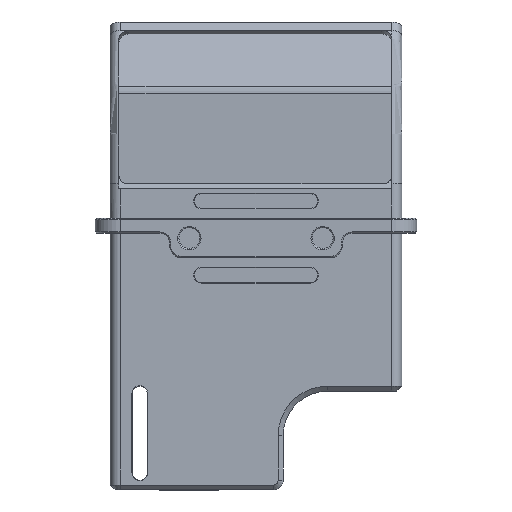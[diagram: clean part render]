
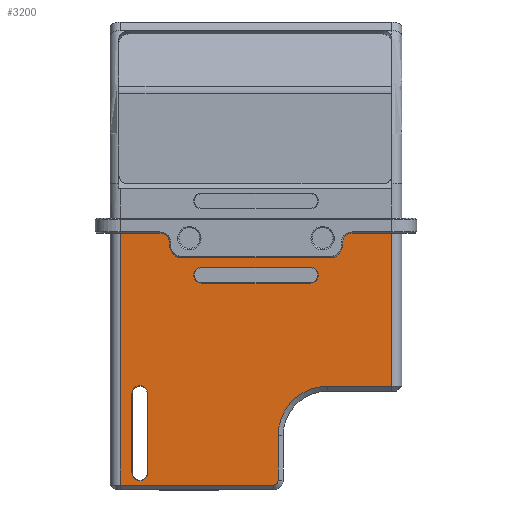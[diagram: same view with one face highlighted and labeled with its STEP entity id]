
A CAD part, front view. The second image highlights one B-rep face of the part: STEP entity #3200.
In plain terms, the highlighted planar face has unit normal (0, -1, 0).
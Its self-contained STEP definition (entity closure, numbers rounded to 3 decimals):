
#33=FACE_BOUND('',#389,.T.);
#34=FACE_BOUND('',#390,.T.);
#83=PLANE('',#3422);
#203=FACE_OUTER_BOUND('',#388,.T.);
#388=EDGE_LOOP('',(#2255,#2256,#2257,#2258,#2259,#2260,#2261,#2262,#2263,
#2264,#2265,#2266,#2267,#2268,#2269,#2270));
#389=EDGE_LOOP('',(#2271,#2272,#2273,#2274));
#390=EDGE_LOOP('',(#2275,#2276,#2277,#2278));
#596=LINE('',#4800,#926);
#601=LINE('',#4814,#931);
#607=LINE('',#4832,#937);
#608=LINE('',#4836,#938);
#609=LINE('',#4840,#939);
#610=LINE('',#4842,#940);
#611=LINE('',#4844,#941);
#612=LINE('',#4848,#942);
#613=LINE('',#4852,#943);
#614=LINE('',#4856,#944);
#615=LINE('',#4860,#945);
#616=LINE('',#4861,#946);
#617=LINE('',#4864,#947);
#618=LINE('',#4868,#948);
#926=VECTOR('',#3823,10.);
#931=VECTOR('',#3836,10.);
#937=VECTOR('',#3856,10.);
#938=VECTOR('',#3859,10.);
#939=VECTOR('',#3862,10.);
#940=VECTOR('',#3863,10.);
#941=VECTOR('',#3864,10.);
#942=VECTOR('',#3867,10.);
#943=VECTOR('',#3870,10.);
#944=VECTOR('',#3873,10.);
#945=VECTOR('',#3876,10.);
#946=VECTOR('',#3877,10.);
#947=VECTOR('',#3878,10.);
#948=VECTOR('',#3881,10.);
#1255=CIRCLE('',#3413,1.6);
#1257=CIRCLE('',#3417,1.6);
#1260=CIRCLE('',#3423,1.);
#1261=CIRCLE('',#3424,10.);
#1262=CIRCLE('',#3425,2.);
#1263=CIRCLE('',#3426,2.5);
#1264=CIRCLE('',#3427,2.5);
#1265=CIRCLE('',#3428,2.);
#1266=CIRCLE('',#3429,1.6);
#1267=CIRCLE('',#3430,1.6);
#1403=VERTEX_POINT('',#4797);
#1404=VERTEX_POINT('',#4799);
#1407=VERTEX_POINT('',#4806);
#1409=VERTEX_POINT('',#4812);
#1413=VERTEX_POINT('',#4830);
#1414=VERTEX_POINT('',#4831);
#1415=VERTEX_POINT('',#4833);
#1416=VERTEX_POINT('',#4835);
#1417=VERTEX_POINT('',#4837);
#1418=VERTEX_POINT('',#4839);
#1419=VERTEX_POINT('',#4841);
#1420=VERTEX_POINT('',#4843);
#1421=VERTEX_POINT('',#4845);
#1422=VERTEX_POINT('',#4847);
#1423=VERTEX_POINT('',#4849);
#1424=VERTEX_POINT('',#4851);
#1425=VERTEX_POINT('',#4853);
#1426=VERTEX_POINT('',#4855);
#1427=VERTEX_POINT('',#4857);
#1428=VERTEX_POINT('',#4859);
#1429=VERTEX_POINT('',#4862);
#1430=VERTEX_POINT('',#4863);
#1431=VERTEX_POINT('',#4865);
#1432=VERTEX_POINT('',#4867);
#1729=EDGE_CURVE('',#1403,#1404,#596,.T.);
#1733=EDGE_CURVE('',#1407,#1403,#1255,.T.);
#1736=EDGE_CURVE('',#1409,#1407,#601,.T.);
#1738=EDGE_CURVE('',#1404,#1409,#1257,.T.);
#1745=EDGE_CURVE('',#1413,#1414,#607,.T.);
#1746=EDGE_CURVE('',#1415,#1413,#1260,.T.);
#1747=EDGE_CURVE('',#1416,#1415,#608,.T.);
#1748=EDGE_CURVE('',#1417,#1416,#1261,.T.);
#1749=EDGE_CURVE('',#1418,#1417,#609,.T.);
#1750=EDGE_CURVE('',#1419,#1418,#610,.T.);
#1751=EDGE_CURVE('',#1419,#1420,#611,.T.);
#1752=EDGE_CURVE('',#1420,#1421,#1262,.T.);
#1753=EDGE_CURVE('',#1421,#1422,#612,.T.);
#1754=EDGE_CURVE('',#1422,#1423,#1263,.T.);
#1755=EDGE_CURVE('',#1423,#1424,#613,.T.);
#1756=EDGE_CURVE('',#1424,#1425,#1264,.T.);
#1757=EDGE_CURVE('',#1425,#1426,#614,.T.);
#1758=EDGE_CURVE('',#1426,#1427,#1265,.T.);
#1759=EDGE_CURVE('',#1427,#1428,#615,.T.);
#1760=EDGE_CURVE('',#1414,#1428,#616,.T.);
#1761=EDGE_CURVE('',#1429,#1430,#617,.T.);
#1762=EDGE_CURVE('',#1431,#1429,#1266,.T.);
#1763=EDGE_CURVE('',#1432,#1431,#618,.T.);
#1764=EDGE_CURVE('',#1430,#1432,#1267,.T.);
#2255=ORIENTED_EDGE('',*,*,#1745,.F.);
#2256=ORIENTED_EDGE('',*,*,#1746,.F.);
#2257=ORIENTED_EDGE('',*,*,#1747,.F.);
#2258=ORIENTED_EDGE('',*,*,#1748,.F.);
#2259=ORIENTED_EDGE('',*,*,#1749,.F.);
#2260=ORIENTED_EDGE('',*,*,#1750,.F.);
#2261=ORIENTED_EDGE('',*,*,#1751,.T.);
#2262=ORIENTED_EDGE('',*,*,#1752,.T.);
#2263=ORIENTED_EDGE('',*,*,#1753,.T.);
#2264=ORIENTED_EDGE('',*,*,#1754,.T.);
#2265=ORIENTED_EDGE('',*,*,#1755,.T.);
#2266=ORIENTED_EDGE('',*,*,#1756,.T.);
#2267=ORIENTED_EDGE('',*,*,#1757,.T.);
#2268=ORIENTED_EDGE('',*,*,#1758,.T.);
#2269=ORIENTED_EDGE('',*,*,#1759,.T.);
#2270=ORIENTED_EDGE('',*,*,#1760,.F.);
#2271=ORIENTED_EDGE('',*,*,#1761,.F.);
#2272=ORIENTED_EDGE('',*,*,#1762,.F.);
#2273=ORIENTED_EDGE('',*,*,#1763,.F.);
#2274=ORIENTED_EDGE('',*,*,#1764,.F.);
#2275=ORIENTED_EDGE('',*,*,#1729,.F.);
#2276=ORIENTED_EDGE('',*,*,#1733,.F.);
#2277=ORIENTED_EDGE('',*,*,#1736,.F.);
#2278=ORIENTED_EDGE('',*,*,#1738,.F.);
#3200=ADVANCED_FACE('',(#203,#33,#34),#83,.F.);
#3413=AXIS2_PLACEMENT_3D('',#4808,#3829,#3830);
#3417=AXIS2_PLACEMENT_3D('',#4817,#3840,#3841);
#3422=AXIS2_PLACEMENT_3D('',#4829,#3854,#3855);
#3423=AXIS2_PLACEMENT_3D('',#4834,#3857,#3858);
#3424=AXIS2_PLACEMENT_3D('',#4838,#3860,#3861);
#3425=AXIS2_PLACEMENT_3D('',#4846,#3865,#3866);
#3426=AXIS2_PLACEMENT_3D('',#4850,#3868,#3869);
#3427=AXIS2_PLACEMENT_3D('',#4854,#3871,#3872);
#3428=AXIS2_PLACEMENT_3D('',#4858,#3874,#3875);
#3429=AXIS2_PLACEMENT_3D('',#4866,#3879,#3880);
#3430=AXIS2_PLACEMENT_3D('',#4869,#3882,#3883);
#3823=DIRECTION('',(0.,0.,1.));
#3829=DIRECTION('center_axis',(0.,-1.,0.));
#3830=DIRECTION('ref_axis',(1.,0.,0.));
#3836=DIRECTION('',(0.,0.,-1.));
#3840=DIRECTION('center_axis',(0.,-1.,0.));
#3841=DIRECTION('ref_axis',(-1.,0.,0.));
#3854=DIRECTION('center_axis',(0.,1.,0.));
#3855=DIRECTION('ref_axis',(1.,0.,0.));
#3856=DIRECTION('',(-1.,0.,0.));
#3857=DIRECTION('center_axis',(0.,1.,0.));
#3858=DIRECTION('ref_axis',(0.707,0.,-0.707));
#3859=DIRECTION('',(0.,0.,-1.));
#3860=DIRECTION('center_axis',(0.,-1.,0.));
#3861=DIRECTION('ref_axis',(-1.,0.,0.));
#3862=DIRECTION('',(-1.,0.,0.));
#3863=DIRECTION('',(0.,0.,-1.));
#3864=DIRECTION('',(-1.,0.,0.));
#3865=DIRECTION('center_axis',(0.,-1.,0.));
#3866=DIRECTION('ref_axis',(-0.707,0.,0.707));
#3867=DIRECTION('',(0.,0.,-1.));
#3868=DIRECTION('center_axis',(0.,1.,0.));
#3869=DIRECTION('ref_axis',(0.,0.,-1.));
#3870=DIRECTION('',(-1.,0.,0.));
#3871=DIRECTION('center_axis',(0.,1.,0.));
#3872=DIRECTION('ref_axis',(-1.,0.,0.));
#3873=DIRECTION('',(0.,0.,1.));
#3874=DIRECTION('center_axis',(0.,-1.,0.));
#3875=DIRECTION('ref_axis',(0.707,0.,0.707));
#3876=DIRECTION('',(-1.,0.,0.));
#3877=DIRECTION('',(0.,0.,1.));
#3878=DIRECTION('',(1.,0.,0.));
#3879=DIRECTION('center_axis',(0.,-1.,0.));
#3880=DIRECTION('ref_axis',(0.,0.,1.));
#3881=DIRECTION('',(-1.,0.,0.));
#3882=DIRECTION('center_axis',(0.,-1.,0.));
#3883=DIRECTION('ref_axis',(0.,0.,-1.));
#4797=CARTESIAN_POINT('',(-49.4,-2.,-58.5));
#4799=CARTESIAN_POINT('',(-49.4,-2.,-42.5));
#4800=CARTESIAN_POINT('',(-49.4,-2.,-44.75));
#4806=CARTESIAN_POINT('',(-52.6,-2.,-58.5));
#4808=CARTESIAN_POINT('Origin',(-51.,-2.,-58.5));
#4812=CARTESIAN_POINT('',(-52.6,-2.,-42.5));
#4814=CARTESIAN_POINT('',(-52.6,-2.,-36.75));
#4817=CARTESIAN_POINT('Origin',(-51.,-2.,-42.5));
#4829=CARTESIAN_POINT('Origin',(-27.5,-2.,-31.));
#4830=CARTESIAN_POINT('',(-24.,-2.,-61.));
#4831=CARTESIAN_POINT('',(-55.,-2.,-61.));
#4832=CARTESIAN_POINT('',(-24.75,-2.,-61.));
#4833=CARTESIAN_POINT('',(-23.,-2.,-60.));
#4834=CARTESIAN_POINT('Origin',(-24.,-2.,-60.));
#4835=CARTESIAN_POINT('',(-23.,-2.,-51.));
#4836=CARTESIAN_POINT('',(-23.,-2.,-41.));
#4837=CARTESIAN_POINT('',(-13.,-2.,-41.));
#4838=CARTESIAN_POINT('Origin',(-13.,-2.,-51.));
#4839=CARTESIAN_POINT('',(0.,-2.,-41.));
#4840=CARTESIAN_POINT('',(-12.75,-2.,-41.));
#4841=CARTESIAN_POINT('',(0.,-2.,-10.));
#4842=CARTESIAN_POINT('',(0.,-2.,-15.5));
#4843=CARTESIAN_POINT('',(-8.,-2.,-10.));
#4844=CARTESIAN_POINT('',(-27.5,-2.,-10.));
#4845=CARTESIAN_POINT('',(-10.,-2.,-12.));
#4846=CARTESIAN_POINT('Origin',(-8.,-2.,-12.));
#4847=CARTESIAN_POINT('',(-10.,-2.,-12.5));
#4848=CARTESIAN_POINT('',(-10.,-2.,-20.5));
#4849=CARTESIAN_POINT('',(-12.5,-2.,-15.));
#4850=CARTESIAN_POINT('Origin',(-12.5,-2.,-12.5));
#4851=CARTESIAN_POINT('',(-42.5,-2.,-15.));
#4852=CARTESIAN_POINT('',(-20.,-2.,-15.));
#4853=CARTESIAN_POINT('',(-45.,-2.,-12.5));
#4854=CARTESIAN_POINT('Origin',(-42.5,-2.,-12.5));
#4855=CARTESIAN_POINT('',(-45.,-2.,-12.));
#4856=CARTESIAN_POINT('',(-45.,-2.,-21.75));
#4857=CARTESIAN_POINT('',(-47.,-2.,-10.));
#4858=CARTESIAN_POINT('Origin',(-47.,-2.,-12.));
#4859=CARTESIAN_POINT('',(-55.,-2.,-10.));
#4860=CARTESIAN_POINT('',(-27.5,-2.,-10.));
#4861=CARTESIAN_POINT('',(-55.,-2.,-46.5));
#4862=CARTESIAN_POINT('',(-38.5,-2.,-20.1));
#4863=CARTESIAN_POINT('',(-16.5,-2.,-20.1));
#4864=CARTESIAN_POINT('',(-22.,-2.,-20.1));
#4865=CARTESIAN_POINT('',(-38.5,-2.,-16.9));
#4866=CARTESIAN_POINT('Origin',(-38.5,-2.,-18.5));
#4867=CARTESIAN_POINT('',(-16.5,-2.,-16.9));
#4868=CARTESIAN_POINT('',(-33.,-2.,-16.9));
#4869=CARTESIAN_POINT('Origin',(-16.5,-2.,-18.5));
